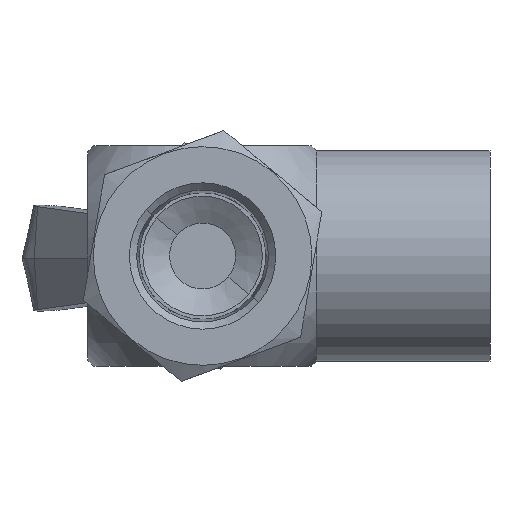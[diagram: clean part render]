
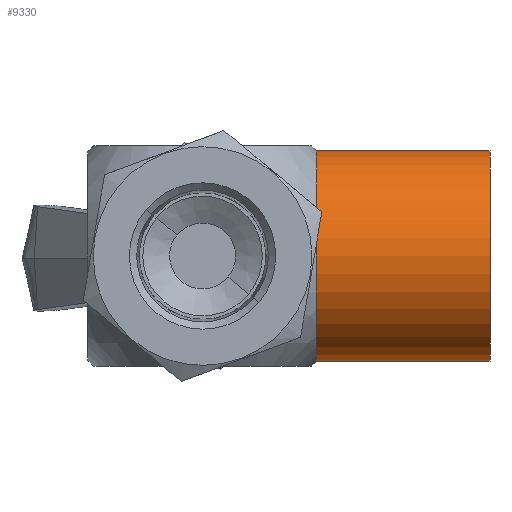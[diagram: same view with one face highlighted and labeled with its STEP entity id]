
A CAD part, left-side view. The second image highlights one B-rep face of the part: STEP entity #9330.
In plain terms, the highlighted cylindrical face has radius 7.582 mm (diameter 15.164 mm), a partial arc.
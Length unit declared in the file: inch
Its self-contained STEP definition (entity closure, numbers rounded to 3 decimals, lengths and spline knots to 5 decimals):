
#70 = LINE ( 'NONE', #10711, #13456 ) ;
#137 = DIRECTION ( 'NONE',  ( 0., 0., -1. ) ) ;
#477 = DIRECTION ( 'NONE',  ( 0., 0., -1. ) ) ;
#631 = VERTEX_POINT ( 'NONE', #2329 ) ;
#690 = CYLINDRICAL_SURFACE ( 'NONE', #10730, 0.2985 ) ;
#1261 = DIRECTION ( 'NONE',  ( 0., -1., 0. ) ) ;
#1703 = ORIENTED_EDGE ( 'NONE', *, *, #9324, .F. ) ;
#2002 = AXIS2_PLACEMENT_3D ( 'NONE', #7595, #6454, #9104 ) ;
#2329 = CARTESIAN_POINT ( 'NONE',  ( -0.6875, -0.09, -0.0895 ) ) ;
#2443 = CARTESIAN_POINT ( 'NONE',  ( -0.6875, -0.582, 0.5075 ) ) ;
#2856 = CIRCLE ( 'NONE', #2002, 0.2985 ) ;
#3162 = CARTESIAN_POINT ( 'NONE',  ( -0.6875, -0.582, 0.209 ) ) ;
#3292 = VERTEX_POINT ( 'NONE', #2443 ) ;
#3605 = ORIENTED_EDGE ( 'NONE', *, *, #8431, .T. ) ;
#4297 = EDGE_LOOP ( 'NONE', ( #15536, #3605, #15245, #6105, #1703 ) ) ;
#4516 = CIRCLE ( 'NONE', #14252, 0.2985 ) ;
#5255 = VECTOR ( 'NONE', #12478, 39.37008 ) ;
#5567 = VERTEX_POINT ( 'NONE', #8442 ) ;
#5966 = DIRECTION ( 'NONE',  ( 0., -1., 0. ) ) ;
#6105 = ORIENTED_EDGE ( 'NONE', *, *, #13409, .T. ) ;
#6454 = DIRECTION ( 'NONE',  ( 0., -1., 0. ) ) ;
#6763 = CARTESIAN_POINT ( 'NONE',  ( -0.6875, -0.09, 0.209 ) ) ;
#6935 = DIRECTION ( 'NONE',  ( 0., -1., 0. ) ) ;
#7274 = DIRECTION ( 'NONE',  ( 0., -1., 0. ) ) ;
#7595 = CARTESIAN_POINT ( 'NONE',  ( -0.6875, -0.09, 0.209 ) ) ;
#8431 = EDGE_CURVE ( 'NONE', #5567, #16808, #2856, .T. ) ;
#8442 = CARTESIAN_POINT ( 'NONE',  ( -0.6875, -0.09, 0.5075 ) ) ;
#8521 = CARTESIAN_POINT ( 'NONE',  ( -0.6875, -0.582, 0.5075 ) ) ;
#8540 = CARTESIAN_POINT ( 'NONE',  ( -0.986, -0.09, 0.209 ) ) ;
#8740 = CARTESIAN_POINT ( 'NONE',  ( -0.6875, -0.582, -0.0895 ) ) ;
#9104 = DIRECTION ( 'NONE',  ( 0., 0., -1. ) ) ;
#9324 = EDGE_CURVE ( 'NONE', #3292, #15718, #16551, .T. ) ;
#9330 = ADVANCED_FACE ( 'NONE', ( #16125 ), #690, .T. ) ;
#9919 = CARTESIAN_POINT ( 'NONE',  ( -0.6875, -0.582, 0.209 ) ) ;
#10711 = CARTESIAN_POINT ( 'NONE',  ( -0.6875, -0.582, -0.0895 ) ) ;
#10730 = AXIS2_PLACEMENT_3D ( 'NONE', #3162, #7274, #16476 ) ;
#10749 = EDGE_CURVE ( 'NONE', #16808, #631, #4516, .T. ) ;
#12478 = DIRECTION ( 'NONE',  ( 0., -1., 0. ) ) ;
#13409 = EDGE_CURVE ( 'NONE', #631, #15718, #70, .T. ) ;
#13456 = VECTOR ( 'NONE', #1261, 39.37008 ) ;
#13628 = EDGE_CURVE ( 'NONE', #5567, #3292, #13649, .T. ) ;
#13649 = LINE ( 'NONE', #8521, #5255 ) ;
#14252 = AXIS2_PLACEMENT_3D ( 'NONE', #6763, #6935, #137 ) ;
#14473 = AXIS2_PLACEMENT_3D ( 'NONE', #9919, #5966, #477 ) ;
#15245 = ORIENTED_EDGE ( 'NONE', *, *, #10749, .T. ) ;
#15536 = ORIENTED_EDGE ( 'NONE', *, *, #13628, .F. ) ;
#15718 = VERTEX_POINT ( 'NONE', #8740 ) ;
#16125 = FACE_OUTER_BOUND ( 'NONE', #4297, .T. ) ;
#16476 = DIRECTION ( 'NONE',  ( 0., 0., -1. ) ) ;
#16551 = CIRCLE ( 'NONE', #14473, 0.2985 ) ;
#16808 = VERTEX_POINT ( 'NONE', #8540 ) ;
